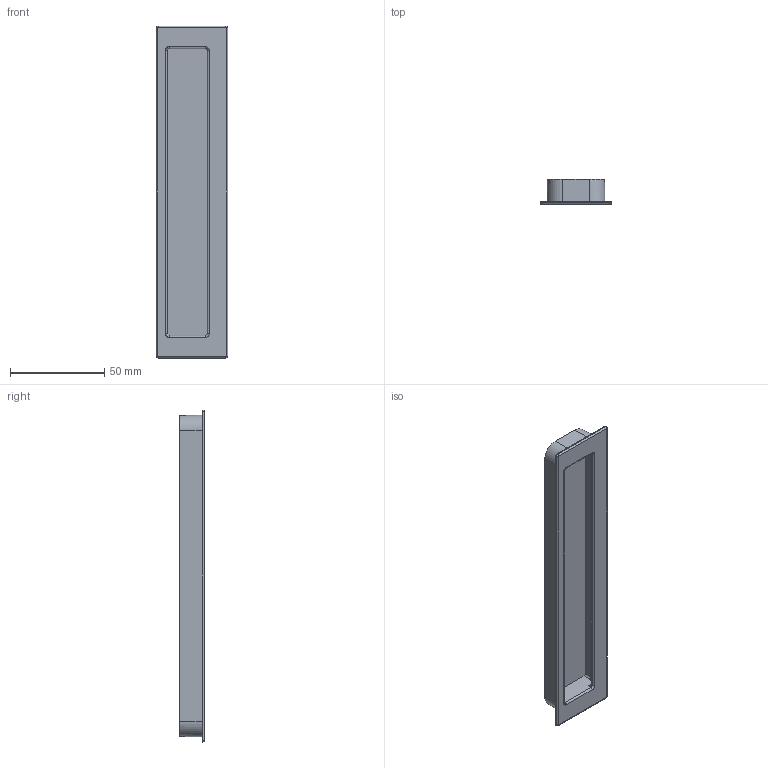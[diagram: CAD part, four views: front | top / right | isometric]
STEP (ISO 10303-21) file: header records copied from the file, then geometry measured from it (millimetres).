
FILE_DESCRIPTION(('Creo Elements/Direct Modeling STEP Export'),'2;1');
FILE_NAME('2382-175.stp','2024-06-21T 8:10:43',(''),(''),'Creo Elements/Direct Modeling STEP processor for AP214 (Solid Model)','Creo Elements/Direct Modeling 20.0 12-Nov-2016 (C) Parametric Technology GmbH','');
FILE_SCHEMA(('AUTOMOTIVE_DESIGN { 1 0 10303 214 1 1 1 1 }'));
Length unit declared in the file: millimetre
Products named in the file (3): Muschel; Boden; ZN-10576
Assembly tree (2 placements, depth 2):
  ZN-10576
    Boden
    Muschel
Bounding box: 38 x 13.2 x 176 mm (x, y, z)
Volume: 20074.1 mm3; surface area: 27014.1 mm2
Topology: 2 solids, 2 shells, 127 faces, 319 edges, 200 vertices
Faces by surface type: cylinder 48, plane 45, bspline 18, cone 12, torus 4
Entity records: 7010 total; most frequent: CARTESIAN_POINT 4099, ORIENTED_EDGE 626, DIRECTION 531, EDGE_CURVE 313, VERTEX_POINT 200, AXIS2_PLACEMENT_3D 192, VECTOR 147, LINE 147
